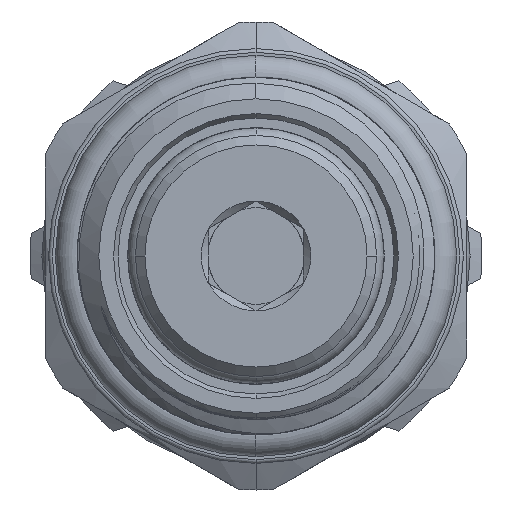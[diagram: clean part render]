
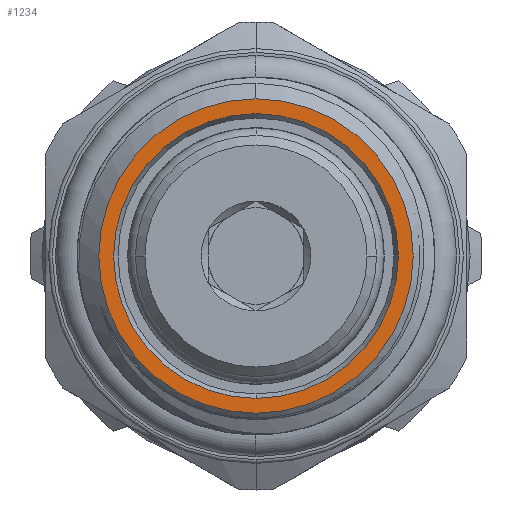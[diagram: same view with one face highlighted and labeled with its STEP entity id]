
A CAD part, left-side view. The second image highlights one B-rep face of the part: STEP entity #1234.
In plain terms, the highlighted planar face has unit normal (-1, 0, 0).
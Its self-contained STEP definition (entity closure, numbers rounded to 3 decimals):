
#109 = FACE_OUTER_BOUND ( 'NONE', #489, .T. ) ;
#333 = AXIS2_PLACEMENT_3D ( 'NONE', #8489, #4747, #10127 ) ;
#489 = EDGE_LOOP ( 'NONE', ( #2834, #6747 ) ) ;
#491 = DIRECTION ( 'NONE',  ( -1., 0., 0. ) ) ;
#703 = CARTESIAN_POINT ( 'NONE',  ( -44.4, 0., 0. ) ) ;
#971 = VERTEX_POINT ( 'NONE', #4551 ) ;
#1234 = ADVANCED_FACE ( 'NONE', ( #109, #9247 ), #9264, .F. ) ;
#1481 = AXIS2_PLACEMENT_3D ( 'NONE', #703, #10074, #10939 ) ;
#1567 = CARTESIAN_POINT ( 'NONE',  ( -44.4, 0., -8.28 ) ) ;
#1821 = CARTESIAN_POINT ( 'NONE',  ( -44.4, 0., 7.5 ) ) ;
#1923 = DIRECTION ( 'NONE',  ( 0., 0., -1. ) ) ;
#2834 = ORIENTED_EDGE ( 'NONE', *, *, #8145, .T. ) ;
#3289 = DIRECTION ( 'NONE',  ( -1., 0., 0. ) ) ;
#4213 = CARTESIAN_POINT ( 'NONE',  ( -44.4, 0., -7.5 ) ) ;
#4463 = EDGE_CURVE ( 'NONE', #6823, #971, #8648, .T. ) ;
#4527 = CARTESIAN_POINT ( 'NONE',  ( -44.4, 0., 0. ) ) ;
#4551 = CARTESIAN_POINT ( 'NONE',  ( -44.4, 0., 8.28 ) ) ;
#4747 = DIRECTION ( 'NONE',  ( 1., 0., 0. ) ) ;
#5069 = DIRECTION ( 'NONE',  ( 0., 0., -1. ) ) ;
#5295 = VERTEX_POINT ( 'NONE', #4213 ) ;
#5305 = CIRCLE ( 'NONE', #9739, 7.5 ) ;
#5502 = DIRECTION ( 'NONE',  ( -1., 0., 0. ) ) ;
#5583 = CARTESIAN_POINT ( 'NONE',  ( -44.4, 0., 0. ) ) ;
#5605 = EDGE_LOOP ( 'NONE', ( #11464, #9411 ) ) ;
#5929 = CARTESIAN_POINT ( 'NONE',  ( -44.4, 0., 0. ) ) ;
#6520 = AXIS2_PLACEMENT_3D ( 'NONE', #5583, #491, #7614 ) ;
#6747 = ORIENTED_EDGE ( 'NONE', *, *, #4463, .T. ) ;
#6823 = VERTEX_POINT ( 'NONE', #1567 ) ;
#7614 = DIRECTION ( 'NONE',  ( 0., 0., -1. ) ) ;
#8145 = EDGE_CURVE ( 'NONE', #971, #6823, #8195, .T. ) ;
#8195 = CIRCLE ( 'NONE', #6520, 8.28 ) ;
#8406 = EDGE_CURVE ( 'NONE', #10882, #5295, #9458, .T. ) ;
#8489 = CARTESIAN_POINT ( 'NONE',  ( -44.4, 0., 0. ) ) ;
#8648 = CIRCLE ( 'NONE', #1481, 8.28 ) ;
#8991 = EDGE_CURVE ( 'NONE', #5295, #10882, #5305, .T. ) ;
#9247 = FACE_BOUND ( 'NONE', #5605, .T. ) ;
#9264 = PLANE ( 'NONE',  #333 ) ;
#9411 = ORIENTED_EDGE ( 'NONE', *, *, #8406, .F. ) ;
#9458 = CIRCLE ( 'NONE', #10881, 7.5 ) ;
#9739 = AXIS2_PLACEMENT_3D ( 'NONE', #4527, #5502, #1923 ) ;
#10074 = DIRECTION ( 'NONE',  ( -1., 0., 0. ) ) ;
#10127 = DIRECTION ( 'NONE',  ( 0., 0., 1. ) ) ;
#10881 = AXIS2_PLACEMENT_3D ( 'NONE', #5929, #3289, #5069 ) ;
#10882 = VERTEX_POINT ( 'NONE', #1821 ) ;
#10939 = DIRECTION ( 'NONE',  ( 0., 0., -1. ) ) ;
#11464 = ORIENTED_EDGE ( 'NONE', *, *, #8991, .F. ) ;
